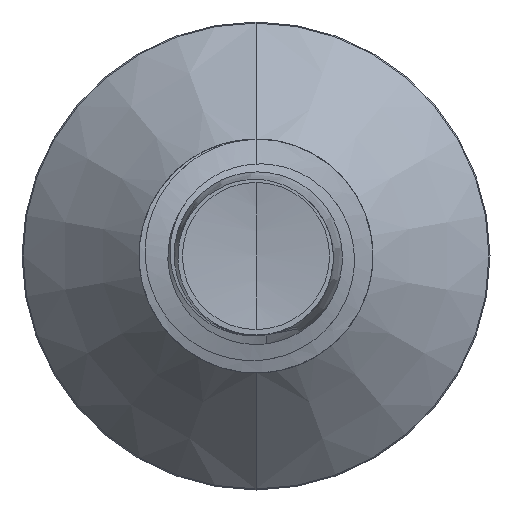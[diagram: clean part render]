
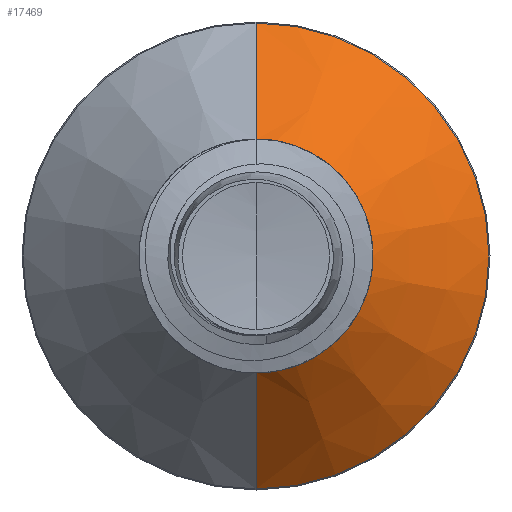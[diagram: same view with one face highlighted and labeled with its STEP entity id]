
A CAD part, front view. The second image highlights one B-rep face of the part: STEP entity #17469.
In plain terms, the highlighted conical face has half-angle 45 degrees and reference radius 0.996 mm.
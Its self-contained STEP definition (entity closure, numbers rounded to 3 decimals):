
#37 = ORIENTED_EDGE ( 'NONE', *, *, #5618, .F. ) ;
#43 = VECTOR ( 'NONE', #7233, 1000. ) ;
#173 = AXIS2_PLACEMENT_3D ( 'NONE', #11564, #11852, #11847 ) ;
#225 = ORIENTED_EDGE ( 'NONE', *, *, #1021, .F. ) ;
#311 = ORIENTED_EDGE ( 'NONE', *, *, #8187, .T. ) ;
#400 = ORIENTED_EDGE ( 'NONE', *, *, #7495, .T. ) ;
#1021 = EDGE_CURVE ( 'NONE', #18566, #11128, #12276, .T. ) ;
#2256 = FACE_OUTER_BOUND ( 'NONE', #11314, .T. ) ;
#3094 = VERTEX_POINT ( 'NONE', #4117 ) ;
#4117 = CARTESIAN_POINT ( 'NONE',  ( 0., 4.646, -0.996 ) ) ;
#5155 = CARTESIAN_POINT ( 'NONE',  ( 0., 4.646, 0.996 ) ) ;
#5618 = EDGE_CURVE ( 'NONE', #6047, #18566, #18114, .T. ) ;
#6047 = VERTEX_POINT ( 'NONE', #5155 ) ;
#6229 = AXIS2_PLACEMENT_3D ( 'NONE', #15607, #14079, #17158 ) ;
#7233 = DIRECTION ( 'NONE',  ( 0., 0.707, -0.707 ) ) ;
#7251 = CARTESIAN_POINT ( 'NONE',  ( 0., 4.646, -0.996 ) ) ;
#7495 = EDGE_CURVE ( 'NONE', #6047, #3094, #15521, .T. ) ;
#7961 = DIRECTION ( 'NONE',  ( 0., 0., 1. ) ) ;
#7987 = DIRECTION ( 'NONE',  ( 0., 1., 0. ) ) ;
#8051 = CARTESIAN_POINT ( 'NONE',  ( 0., 4.646, 0. ) ) ;
#8187 = EDGE_CURVE ( 'NONE', #3094, #11128, #17670, .T. ) ;
#9781 = CARTESIAN_POINT ( 'NONE',  ( 0., 5.641, 1.991 ) ) ;
#10137 = VECTOR ( 'NONE', #16119, 1000. ) ;
#10494 = CONICAL_SURFACE ( 'NONE', #6229, 0.996, 0.785 ) ;
#11128 = VERTEX_POINT ( 'NONE', #17343 ) ;
#11314 = EDGE_LOOP ( 'NONE', ( #400, #311, #225, #37 ) ) ;
#11564 = CARTESIAN_POINT ( 'NONE',  ( 0., 5.641, 0. ) ) ;
#11847 = DIRECTION ( 'NONE',  ( 0., 0., 1. ) ) ;
#11852 = DIRECTION ( 'NONE',  ( 0., 1., 0. ) ) ;
#12276 = CIRCLE ( 'NONE', #173, 1.991 ) ;
#14079 = DIRECTION ( 'NONE',  ( 0., 1., 0. ) ) ;
#15521 = CIRCLE ( 'NONE', #20754, 0.996 ) ;
#15607 = CARTESIAN_POINT ( 'NONE',  ( 0., 4.646, 0. ) ) ;
#16119 = DIRECTION ( 'NONE',  ( 0., 0.707, 0.707 ) ) ;
#16142 = CARTESIAN_POINT ( 'NONE',  ( 0., 4.646, 0.996 ) ) ;
#17158 = DIRECTION ( 'NONE',  ( 0., 0., 1. ) ) ;
#17343 = CARTESIAN_POINT ( 'NONE',  ( 0., 5.641, -1.991 ) ) ;
#17469 = ADVANCED_FACE ( 'NONE', ( #2256 ), #10494, .T. ) ;
#17670 = LINE ( 'NONE', #7251, #43 ) ;
#18114 = LINE ( 'NONE', #16142, #10137 ) ;
#18566 = VERTEX_POINT ( 'NONE', #9781 ) ;
#20754 = AXIS2_PLACEMENT_3D ( 'NONE', #8051, #7987, #7961 ) ;
